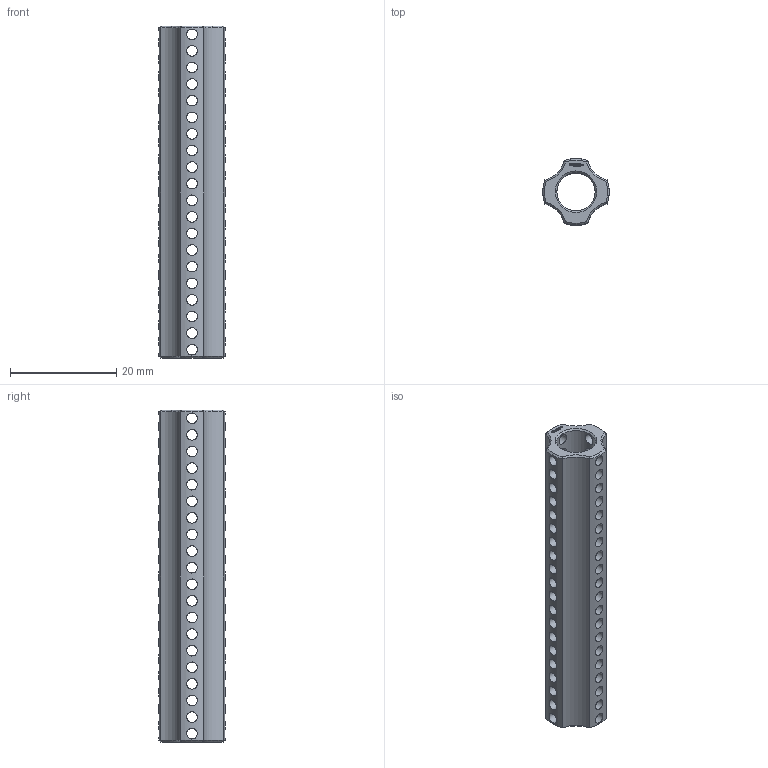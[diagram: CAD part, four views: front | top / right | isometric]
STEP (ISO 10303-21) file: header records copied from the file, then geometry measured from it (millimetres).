
FILE_DESCRIPTION(('FreeCAD Model'),'2;1');
FILE_NAME('Open CASCADE Shape Model','2024-02-18T17:26:51',(''),(''), 'Open CASCADE STEP processor 7.6','FreeCAD','Unknown');
FILE_SCHEMA(('AUTOMOTIVE_DESIGN { 1 0 10303 214 1 1 1 1 }'));
Length unit declared in the file: millimetre
Products named in the file (1): Power-Transmission Hub PLN IDX FRE BU05.00 - SPN-PTH-0119 
(stemfie.org)
Bounding box: 12.5 x 12.5 x 62.5 mm (x, y, z)
Volume: 3371.7 mm3; surface area: 4842.7 mm2
Topology: 1 solids, 1 shells, 556 faces, 1651 edges, 1108 vertices
Faces by surface type: plane 319, extrusion 130, cylinder 89, cone 18
Full cylindrical faces by diameter (mm): 2 x80, 7.2 x1
Entity records: 62887 total; most frequent: CARTESIAN_POINT 31937, DIRECTION 4717, VECTOR 3741, LINE 3611, ORIENTED_EDGE 3302, PCURVE 3302, DEFINITIONAL_REPRESENTATION 3302, EDGE_CURVE 1651
